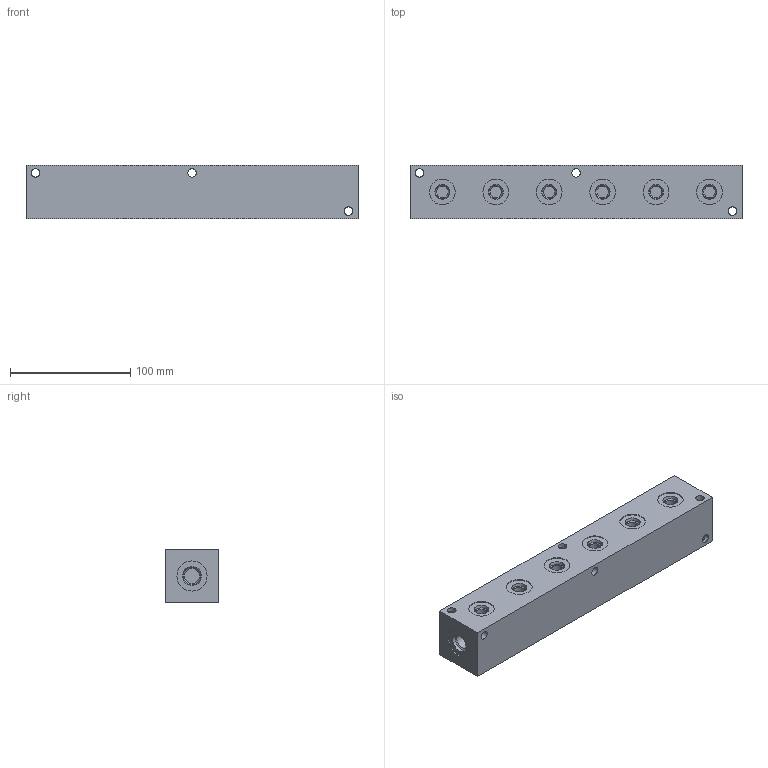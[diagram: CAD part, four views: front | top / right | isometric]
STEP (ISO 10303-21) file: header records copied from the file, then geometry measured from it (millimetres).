
FILE_DESCRIPTION( ( 'STEP AP214' ), ' ' );
FILE_NAME( 'AH0000604S.stp', '2018-02-23T14:54:59', ( '' ), ( '' ), ' ', 'PARTsolutions', ' ' );
FILE_SCHEMA( ( 'AUTOMOTIVE_DESIGN { 1 0 10303 214 1 1 1 1 }' ) );
Length unit declared in the file: inch
Products named in the file (1): _AH0000604S
Bounding box: 276.23 x 44.45 x 44.45 mm (x, y, z)
Volume: 522314.7 mm3; surface area: 62094.1 mm2
Topology: 1 solids, 1 shells, 174 faces, 428 edges, 274 vertices
Faces by surface type: plane 96, cylinder 62, cone 16
Full cylindrical faces by diameter (mm): 7.112 x12, 9.738 x6, 12.761 x2, 21.285 x6, 25.019 x2
Entity records: 6344 total; most frequent: DIRECTION 874, CARTESIAN_POINT 833, ORIENTED_EDGE 768, EDGE_CURVE 384, AXIS2_PLACEMENT_3D 315, VERTEX_POINT 274, EDGE_LOOP 254, LINE 244
